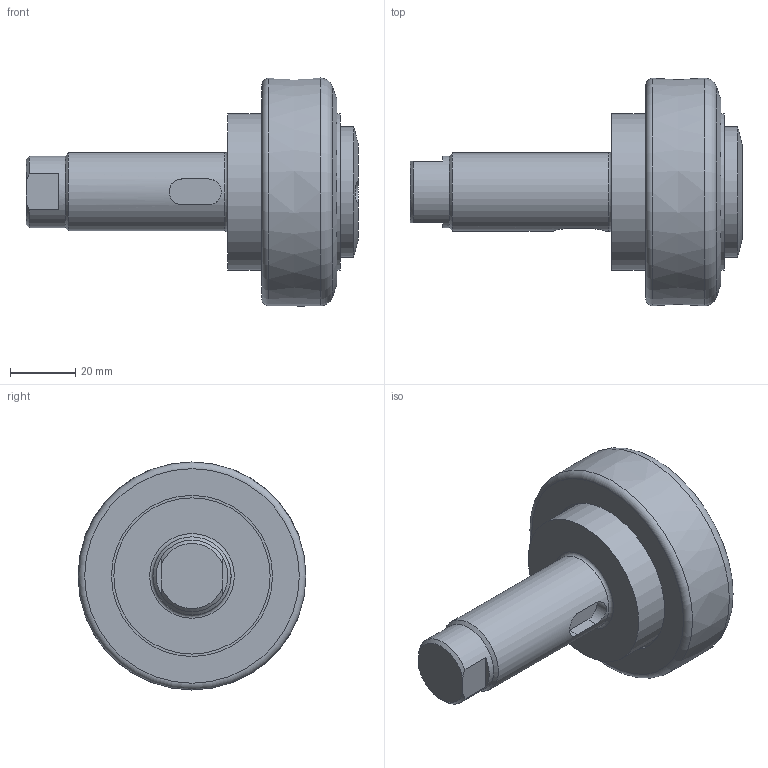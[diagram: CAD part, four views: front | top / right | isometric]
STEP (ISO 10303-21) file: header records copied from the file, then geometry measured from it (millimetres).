
FILE_DESCRIPTION(/* description */ ('-'),/* implementation_level */ '2;1');
FILE_NAME(/* name */ 'ALFATEC_TR070_1360.stp',/* time_stamp */ '2021-01-27T10:03:24+01:00',/* author */ ('kstaebler'),/* organization */ (''),/* preprocessor_version */ 'ST-DEVELOPER v18.1',/* originating_system */ 'Autodesk Inventor 2020',/* authorisation */ '');
FILE_SCHEMA (('AUTOMOTIVE_DESIGN { 1 0 10303 214 3 1 1 }'));
Length unit declared in the file: millimetre
Products named in the file (1): TR 070.1360_Kontur
Bounding box: 102 x 70.02 x 70.06 mm (x, y, z)
Volume: 126267 mm3; surface area: 29058 mm2
Topology: 2 solids, 2 shells, 77 faces, 207 edges, 150 vertices
Faces by surface type: plane 39, cylinder 25, cone 7, torus 5, bspline 1
Full cylindrical faces by diameter (mm): 3 x2, 6 x2, 6.5 x2, 22 x1, 24 x1, 40 x1, 48 x3, 49.5 x2, 52 x2, 53 x2, 54.4 x2, 57.9 x1
Entity records: 2871 total; most frequent: CARTESIAN_POINT 683, DIRECTION 447, ORIENTED_EDGE 414, EDGE_CURVE 207, AXIS2_PLACEMENT_3D 184, VERTEX_POINT 150, CIRCLE 107, EDGE_LOOP 95
